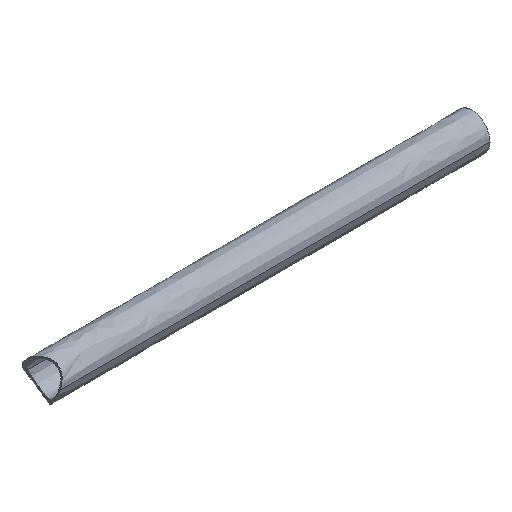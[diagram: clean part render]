
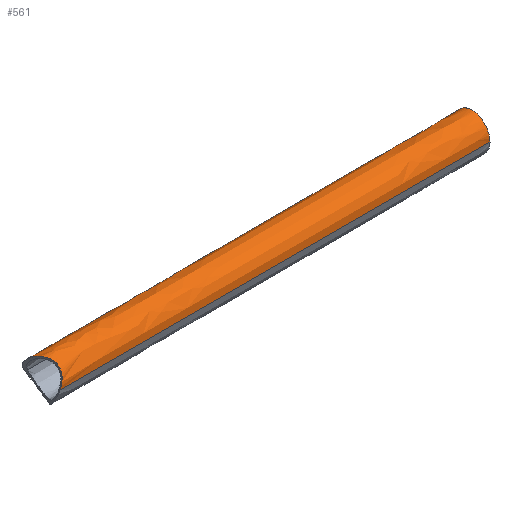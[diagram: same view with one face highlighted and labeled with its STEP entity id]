
A CAD part, isometric view. The second image highlights one B-rep face of the part: STEP entity #561.
In plain terms, the highlighted free-form (B-spline) face has degree [5, 4] with [6, 5] control points.
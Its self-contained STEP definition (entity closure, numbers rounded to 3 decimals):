
#73=CARTESIAN_POINT('Vertex',(-341.,-140.216,-3.597)) ;
#93=CARTESIAN_POINT('Control Point',(-341.499,-165.216,-3.597)) ;
#94=CARTESIAN_POINT('Control Point',(-341.499,-165.216,-2.464)) ;
#95=CARTESIAN_POINT('Control Point',(-341.494,-165.088,-1.316)) ;
#96=CARTESIAN_POINT('Control Point',(-341.484,-164.824,-0.174)) ;
#97=CARTESIAN_POINT('Control Point',(-341.452,-164.038,2.013)) ;
#98=CARTESIAN_POINT('Control Point',(-341.401,-162.75,3.992)) ;
#99=CARTESIAN_POINT('Control Point',(-341.371,-162.001,4.894)) ;
#100=CARTESIAN_POINT('Control Point',(-341.303,-160.312,6.5)) ;
#101=CARTESIAN_POINT('Control Point',(-341.222,-158.281,7.686)) ;
#102=CARTESIAN_POINT('Control Point',(-341.179,-157.208,8.155)) ;
#103=CARTESIAN_POINT('Control Point',(-341.117,-155.657,8.626)) ;
#104=CARTESIAN_POINT('Control Point',(-341.054,-154.058,8.843)) ;
#105=CARTESIAN_POINT('Control Point',(-341.036,-153.612,8.883)) ;
#106=CARTESIAN_POINT('Control Point',(-341.018,-153.164,8.903)) ;
#107=CARTESIAN_POINT('Control Point',(-341.,-152.716,8.903)) ;
#108=CARTESIAN_POINT('Vertex',(-341.499,-165.216,-3.597)) ;
#110=CARTESIAN_POINT('Vertex',(-341.,-152.716,8.903)) ;
#241=CARTESIAN_POINT('Axis2P3D Location',(-341.,-152.716,-3.597)) ;
#464=CARTESIAN_POINT('Control Point',(-341.,-140.216,-3.597)) ;
#465=CARTESIAN_POINT('Control Point',(-341.,-140.216,8.903)) ;
#466=CARTESIAN_POINT('Control Point',(-341.,-152.716,15.153)) ;
#467=CARTESIAN_POINT('Control Point',(-341.,-165.216,8.903)) ;
#468=CARTESIAN_POINT('Control Point',(-341.,-165.216,-3.597)) ;
#469=CARTESIAN_POINT('Control Point',(-402.8,-140.216,-3.597)) ;
#470=CARTESIAN_POINT('Control Point',(-402.8,-140.216,8.903)) ;
#471=CARTESIAN_POINT('Control Point',(-402.8,-152.716,15.153)) ;
#472=CARTESIAN_POINT('Control Point',(-402.8,-165.216,8.903)) ;
#473=CARTESIAN_POINT('Control Point',(-402.8,-165.216,-3.597)) ;
#474=CARTESIAN_POINT('Control Point',(-464.598,-140.216,-3.597)) ;
#475=CARTESIAN_POINT('Control Point',(-464.598,-140.216,8.903)) ;
#476=CARTESIAN_POINT('Control Point',(-464.598,-152.716,15.153)) ;
#477=CARTESIAN_POINT('Control Point',(-464.598,-165.216,8.903)) ;
#478=CARTESIAN_POINT('Control Point',(-464.598,-165.216,-3.597)) ;
#479=CARTESIAN_POINT('Control Point',(-526.401,-140.216,-3.597)) ;
#480=CARTESIAN_POINT('Control Point',(-526.401,-140.216,8.903)) ;
#481=CARTESIAN_POINT('Control Point',(-526.401,-152.716,15.153)) ;
#482=CARTESIAN_POINT('Control Point',(-526.401,-165.216,8.903)) ;
#483=CARTESIAN_POINT('Control Point',(-526.401,-165.216,-3.597)) ;
#484=CARTESIAN_POINT('Control Point',(-588.2,-140.216,-3.597)) ;
#485=CARTESIAN_POINT('Control Point',(-588.2,-140.216,8.903)) ;
#486=CARTESIAN_POINT('Control Point',(-588.2,-152.716,15.153)) ;
#487=CARTESIAN_POINT('Control Point',(-588.2,-165.216,8.903)) ;
#488=CARTESIAN_POINT('Control Point',(-588.2,-165.216,-3.597)) ;
#489=CARTESIAN_POINT('Control Point',(-650.,-140.216,-3.597)) ;
#490=CARTESIAN_POINT('Control Point',(-650.,-140.216,8.903)) ;
#491=CARTESIAN_POINT('Control Point',(-650.,-152.716,15.153)) ;
#492=CARTESIAN_POINT('Control Point',(-650.,-165.216,8.903)) ;
#493=CARTESIAN_POINT('Control Point',(-650.,-165.216,-3.597)) ;
#495=CARTESIAN_POINT('Control Point',(-341.499,-165.216,-3.597)) ;
#496=CARTESIAN_POINT('Control Point',(-401.034,-165.216,-3.597)) ;
#497=CARTESIAN_POINT('Control Point',(-460.567,-165.216,-3.597)) ;
#498=CARTESIAN_POINT('Control Point',(-520.104,-165.216,-3.597)) ;
#499=CARTESIAN_POINT('Control Point',(-579.639,-165.216,-3.597)) ;
#500=CARTESIAN_POINT('Control Point',(-639.173,-165.216,-3.597)) ;
#501=CARTESIAN_POINT('Vertex',(-639.173,-165.216,-3.597)) ;
#505=CARTESIAN_POINT('Control Point',(-341.,-140.216,-3.597)) ;
#506=CARTESIAN_POINT('Control Point',(-400.634,-140.216,-3.597)) ;
#507=CARTESIAN_POINT('Control Point',(-460.267,-140.216,-3.597)) ;
#508=CARTESIAN_POINT('Control Point',(-519.904,-140.216,-3.597)) ;
#509=CARTESIAN_POINT('Control Point',(-579.538,-140.216,-3.597)) ;
#510=CARTESIAN_POINT('Control Point',(-639.172,-140.216,-3.597)) ;
#511=CARTESIAN_POINT('Vertex',(-639.172,-140.216,-3.597)) ;
#515=CARTESIAN_POINT('Control Point',(-639.172,-140.216,-3.597)) ;
#516=CARTESIAN_POINT('Control Point',(-639.544,-140.216,-2.901)) ;
#517=CARTESIAN_POINT('Control Point',(-639.914,-140.265,-2.198)) ;
#518=CARTESIAN_POINT('Control Point',(-640.275,-140.364,-1.488)) ;
#519=CARTESIAN_POINT('Control Point',(-640.781,-140.593,-0.413)) ;
#520=CARTESIAN_POINT('Control Point',(-641.19,-140.958,0.671)) ;
#521=CARTESIAN_POINT('Control Point',(-641.313,-141.096,1.034)) ;
#522=CARTESIAN_POINT('Control Point',(-641.545,-141.433,1.826)) ;
#523=CARTESIAN_POINT('Control Point',(-641.679,-141.849,2.608)) ;
#524=CARTESIAN_POINT('Control Point',(-641.719,-142.098,3.025)) ;
#525=CARTESIAN_POINT('Control Point',(-641.724,-142.625,3.818)) ;
#526=CARTESIAN_POINT('Control Point',(-641.595,-143.223,4.554)) ;
#527=CARTESIAN_POINT('Control Point',(-641.502,-143.527,4.895)) ;
#528=CARTESIAN_POINT('Control Point',(-641.246,-144.208,5.592)) ;
#529=CARTESIAN_POINT('Control Point',(-640.893,-144.933,6.203)) ;
#530=CARTESIAN_POINT('Control Point',(-640.683,-145.332,6.507)) ;
#531=CARTESIAN_POINT('Control Point',(-639.869,-146.804,7.516)) ;
#532=CARTESIAN_POINT('Control Point',(-638.916,-148.39,8.228)) ;
#533=CARTESIAN_POINT('Control Point',(-638.228,-149.589,8.603)) ;
#534=CARTESIAN_POINT('Control Point',(-636.799,-152.301,9.092)) ;
#535=CARTESIAN_POINT('Control Point',(-635.681,-155.2,8.804)) ;
#536=CARTESIAN_POINT('Control Point',(-635.225,-156.79,8.396)) ;
#537=CARTESIAN_POINT('Control Point',(-635.,-158.313,7.7)) ;
#538=CARTESIAN_POINT('Control Point',(-635.,-159.679,6.784)) ;
#539=CARTESIAN_POINT('Vertex',(-635.,-159.679,6.784)) ;
#543=CARTESIAN_POINT('Control Point',(-639.173,-165.216,-3.597)) ;
#544=CARTESIAN_POINT('Control Point',(-638.47,-165.216,-2.281)) ;
#545=CARTESIAN_POINT('Control Point',(-637.744,-165.043,-0.956)) ;
#546=CARTESIAN_POINT('Control Point',(-637.049,-164.693,0.372)) ;
#547=CARTESIAN_POINT('Control Point',(-635.992,-163.751,2.608)) ;
#548=CARTESIAN_POINT('Control Point',(-635.304,-162.192,4.659)) ;
#549=CARTESIAN_POINT('Control Point',(-635.102,-161.444,5.453)) ;
#550=CARTESIAN_POINT('Control Point',(-635.,-160.597,6.168)) ;
#551=CARTESIAN_POINT('Control Point',(-635.,-159.679,6.784)) ;
#242=DIRECTION('Axis2P3D Direction',(1.,0.,0.)) ;
#243=AXIS2_PLACEMENT_3D('Circle Axis2P3D',#241,#242,$) ;
#554=ORIENTED_EDGE('',*,*,#503,.F.) ;
#555=ORIENTED_EDGE('',*,*,#112,.T.) ;
#556=ORIENTED_EDGE('',*,*,#245,.F.) ;
#557=ORIENTED_EDGE('',*,*,#513,.T.) ;
#558=ORIENTED_EDGE('',*,*,#541,.T.) ;
#559=ORIENTED_EDGE('',*,*,#552,.F.) ;
#561=ADVANCED_FACE('Corps principal',(#560),#463,.T.) ;
#92=B_SPLINE_CURVE_WITH_KNOTS('',5,(#93,#94,#95,#96,#97,#98,#99,#100,#101,#102,#103,#104,#105,#106,#107),.UNSPECIFIED.,.F.,.U.,(6,3,3,3,6),(0.,8.469,16.663,24.701,27.787),.UNSPECIFIED.) ;
#514=B_SPLINE_CURVE_WITH_KNOTS('',5,(#515,#516,#517,#518,#519,#520,#521,#522,#523,#524,#525,#526,#527,#528,#529,#530,#531,#532,#533,#534,#535,#536,#537,#538),.UNSPECIFIED.,.F.,.U.,(6,3,3,3,3,3,3,6),(0.,5.833,8.76,12.218,15.49,19.281,29.171,40.616),.UNSPECIFIED.) ;
#542=B_SPLINE_CURVE_WITH_KNOTS('',5,(#543,#544,#545,#546,#547,#548,#549,#550,#551),.UNSPECIFIED.,.F.,.U.,(6,3,6),(0.,11.022,18.722),.UNSPECIFIED.) ;
#244=CIRCLE('generated circle',#243,12.5) ;
#112=EDGE_CURVE('',#109,#111,#92,.T.) ;
#245=EDGE_CURVE('',#74,#111,#244,.T.) ;
#503=EDGE_CURVE('',#109,#502,#494,.T.) ;
#513=EDGE_CURVE('',#74,#512,#504,.T.) ;
#541=EDGE_CURVE('',#512,#540,#514,.T.) ;
#552=EDGE_CURVE('',#502,#540,#542,.T.) ;
#553=EDGE_LOOP('',(#554,#555,#556,#557,#558,#559)) ;
#560=FACE_OUTER_BOUND('',#553,.T.) ;
#74=VERTEX_POINT('',#73) ;
#109=VERTEX_POINT('',#108) ;
#111=VERTEX_POINT('',#110) ;
#502=VERTEX_POINT('',#501) ;
#512=VERTEX_POINT('',#511) ;
#540=VERTEX_POINT('',#539) ;
#494=(BOUNDED_CURVE()B_SPLINE_CURVE(5,(#495,#496,#497,#498,#499,#500),.UNSPECIFIED.,.F.,.U.)B_SPLINE_CURVE_WITH_KNOTS((6,6),(0.499,298.173),.UNSPECIFIED.)CURVE()GEOMETRIC_REPRESENTATION_ITEM()RATIONAL_B_SPLINE_CURVE((1.,1.,1.,1.,1.,1.))REPRESENTATION_ITEM('')) ;
#504=(BOUNDED_CURVE()B_SPLINE_CURVE(5,(#505,#506,#507,#508,#509,#510),.UNSPECIFIED.,.F.,.U.)B_SPLINE_CURVE_WITH_KNOTS((6,6),(0.,298.172),.UNSPECIFIED.)CURVE()GEOMETRIC_REPRESENTATION_ITEM()RATIONAL_B_SPLINE_CURVE((1.,1.,1.,1.,1.,1.))REPRESENTATION_ITEM('')) ;
#463=(BOUNDED_SURFACE()B_SPLINE_SURFACE(5,4,((#464,#465,#466,#467,#468),(#469,#470,#471,#472,#473),(#474,#475,#476,#477,#478),(#479,#480,#481,#482,#483),(#484,#485,#486,#487,#488),(#489,#490,#491,#492,#493)),.UNSPECIFIED.,.F.,.F.,.U.)B_SPLINE_SURFACE_WITH_KNOTS((6,6),(5,5),(0.,309.),(39.27,78.54),.UNSPECIFIED.)GEOMETRIC_REPRESENTATION_ITEM()RATIONAL_B_SPLINE_SURFACE(((1.,0.707,0.667,0.707,1.),(1.,0.707,0.667,0.707,1.),(1.,0.707,0.667,0.707,1.),(1.,0.707,0.667,0.707,1.),(1.,0.707,0.667,0.707,1.),(1.,0.707,0.667,0.707,1.)))REPRESENTATION_ITEM('Rational BSpline Surface')SURFACE()) ;
